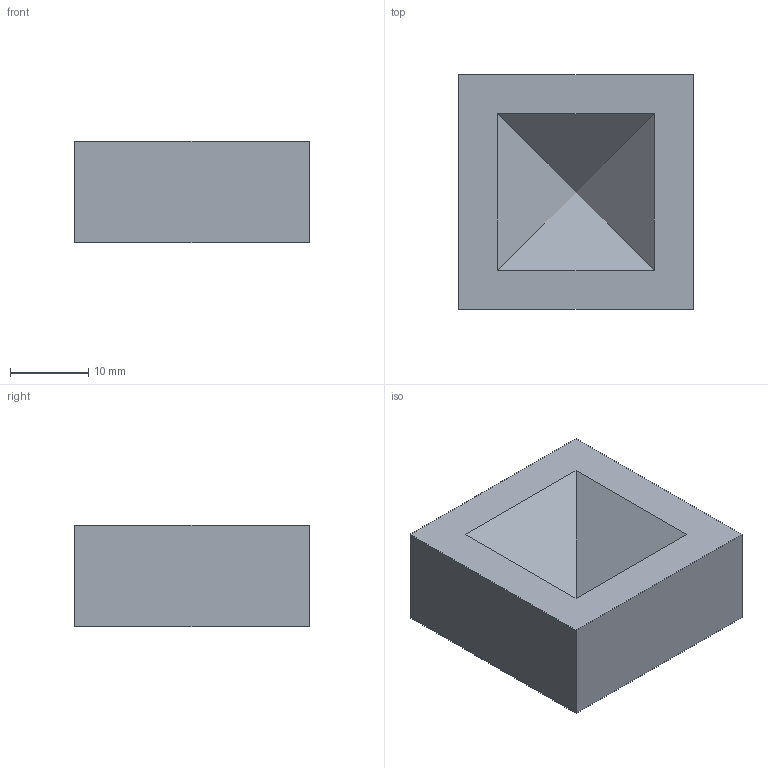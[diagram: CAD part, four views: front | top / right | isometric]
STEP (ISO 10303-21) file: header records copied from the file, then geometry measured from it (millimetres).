
FILE_DESCRIPTION(('FreeCAD Model'),'2;1');
FILE_NAME('Open CASCADE Shape Model','2025-07-28T13:09:09',('Author'),( ''),'Open CASCADE STEP processor 7.7','FreeCAD','Unknown');
FILE_SCHEMA(('AUTOMOTIVE_DESIGN { 1 0 10303 214 1 1 1 1 }'));
Length unit declared in the file: millimetre
Products named in the file (1): platform
Bounding box: 30 x 30 x 13 mm (x, y, z)
Volume: 10366.7 mm3; surface area: 3525.7 mm2
Topology: 1 solids, 1 shells, 10 faces, 20 edges, 13 vertices
Faces by surface type: plane 10
Entity records: 276 total; most frequent: CARTESIAN_POINT 48, ORIENTED_EDGE 40, DIRECTION 38, EDGE_CURVE 20, LINE 16, VECTOR 16, VERTEX_POINT 13, AXIS2_PLACEMENT_3D 11
